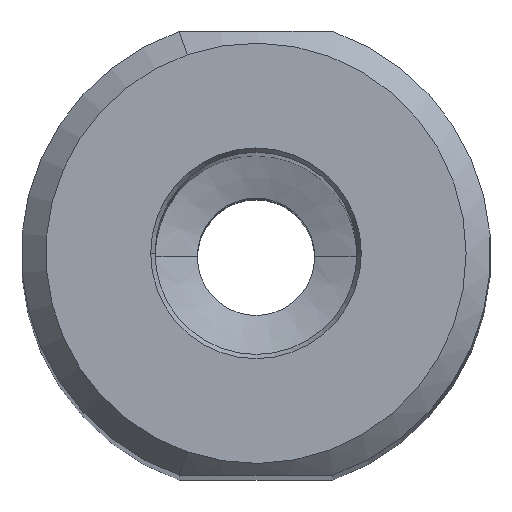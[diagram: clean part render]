
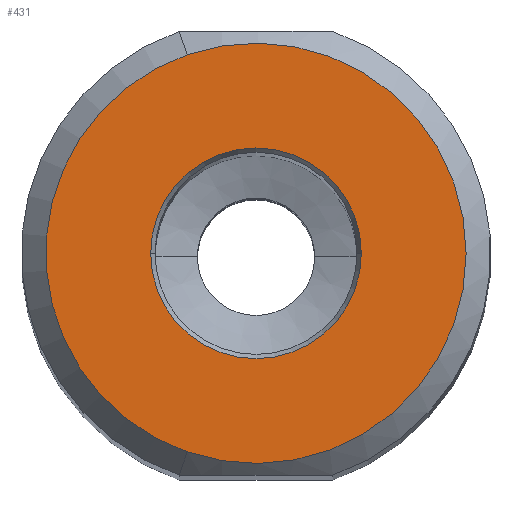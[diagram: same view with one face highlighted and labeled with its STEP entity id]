
A CAD part, top view. The second image highlights one B-rep face of the part: STEP entity #431.
In plain terms, the highlighted planar face has unit normal (0, 0, 1).
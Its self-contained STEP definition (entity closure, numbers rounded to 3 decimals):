
#431=ADVANCED_FACE('',(#525,#526),#486,.T.);
#486=PLANE('',#1486);
#525=FACE_BOUND('',#571,.T.);
#526=FACE_BOUND('',#572,.T.);
#571=EDGE_LOOP('',(#769,#770));
#572=EDGE_LOOP('',(#771,#772));
#769=ORIENTED_EDGE('',*,*,#1160,.F.);
#770=ORIENTED_EDGE('',*,*,#1162,.T.);
#771=ORIENTED_EDGE('',*,*,#1163,.T.);
#772=ORIENTED_EDGE('',*,*,#1164,.T.);
#1023=VERTEX_POINT('',#2501);
#1024=VERTEX_POINT('',#2503);
#1025=VERTEX_POINT('',#2509);
#1026=VERTEX_POINT('',#2510);
#1160=EDGE_CURVE('',#1023,#1024,#1297,.T.);
#1162=EDGE_CURVE('',#1023,#1024,#1298,.T.);
#1163=EDGE_CURVE('',#1025,#1026,#1299,.T.);
#1164=EDGE_CURVE('',#1026,#1025,#1300,.T.);
#1297=CIRCLE('',#1480,8.525);
#1298=CIRCLE('',#1482,8.525);
#1299=CIRCLE('',#1484,4.273);
#1300=CIRCLE('',#1485,4.273);
#1480=AXIS2_PLACEMENT_3D('',#2502,#1745,#1746);
#1482=AXIS2_PLACEMENT_3D('',#2506,#1750,#1751);
#1484=AXIS2_PLACEMENT_3D('',#2508,#1754,#1755);
#1485=AXIS2_PLACEMENT_3D('',#2511,#1756,#1757);
#1486=AXIS2_PLACEMENT_3D('',#2512,#1758,#1759);
#1745=DIRECTION('',(0.,0.,-1.));
#1746=DIRECTION('',(-0.327,0.945,0.));
#1750=DIRECTION('',(0.,0.,1.));
#1751=DIRECTION('',(-0.327,0.945,0.));
#1754=DIRECTION('',(0.,0.,-1.));
#1755=DIRECTION('',(-1.,0.,0.));
#1756=DIRECTION('',(0.,0.,-1.));
#1757=DIRECTION('',(1.,0.,0.));
#1758=DIRECTION('',(0.,0.,1.));
#1759=DIRECTION('',(1.,0.,0.));
#2501=CARTESIAN_POINT('',(-2.791,8.055,0.));
#2502=CARTESIAN_POINT('',(0.,0.,0.));
#2503=CARTESIAN_POINT('',(-2.791,-8.055,0.));
#2506=CARTESIAN_POINT('',(0.,0.,0.));
#2508=CARTESIAN_POINT('',(0.,0.,0.));
#2509=CARTESIAN_POINT('',(-4.273,0.,0.));
#2510=CARTESIAN_POINT('',(4.273,0.,0.));
#2511=CARTESIAN_POINT('',(0.,0.,0.));
#2512=CARTESIAN_POINT('',(0.,0.,0.));
